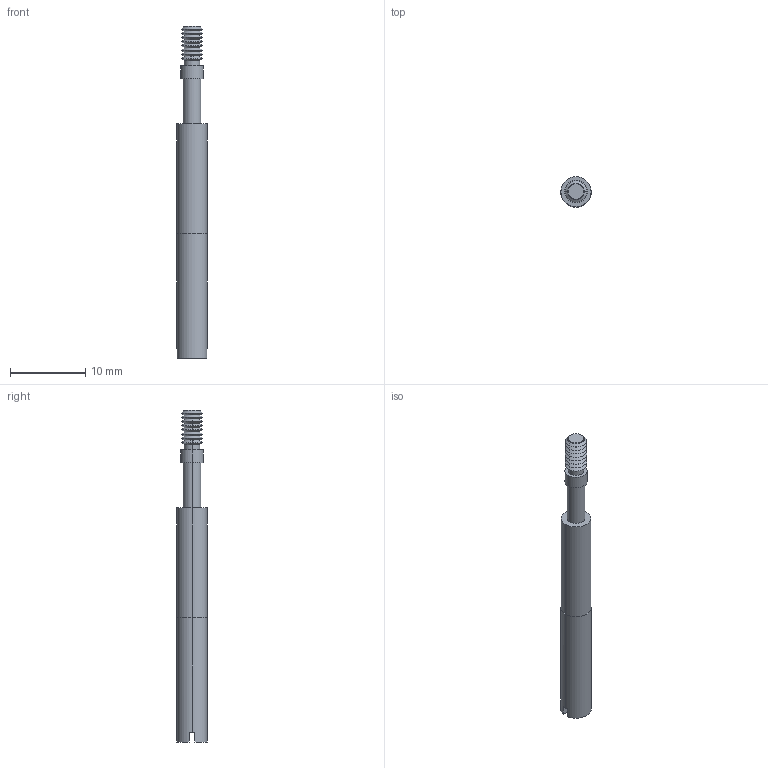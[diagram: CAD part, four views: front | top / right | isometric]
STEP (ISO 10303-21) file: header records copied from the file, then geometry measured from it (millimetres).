
FILE_DESCRIPTION (( 'STEP AP214' ), '1' );
FILE_NAME ('FM1018_3D.step', '2023-10-04T16:33:51', ( '' ), ( '' ), 'SwSTEP 2.0', 'SolidWorks 2022', '' );
FILE_SCHEMA (( 'AUTOMOTIVE_DESIGN' ));
Length unit declared in the file: inch
Products named in the file (1): FM1018_3D
Bounding box: 4.04 x 4.04 x 44.09 mm (x, y, z)
Volume: 452.3 mm3; surface area: 557 mm2
Topology: 1 solids, 1 shells, 57 faces, 116 edges, 66 vertices
Faces by surface type: cone 36, plane 11, cylinder 10
Entity records: 2014 total; most frequent: DIRECTION 294, CARTESIAN_POINT 240, ORIENTED_EDGE 232, AXIS2_PLACEMENT_3D 120, EDGE_CURVE 116, VERTEX_POINT 66, CIRCLE 62, EDGE_LOOP 62
